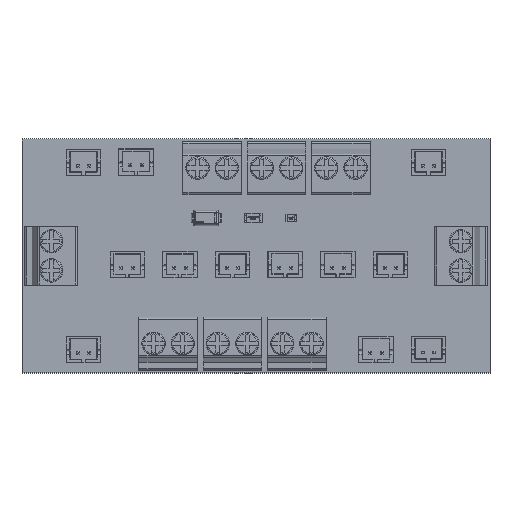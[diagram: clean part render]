
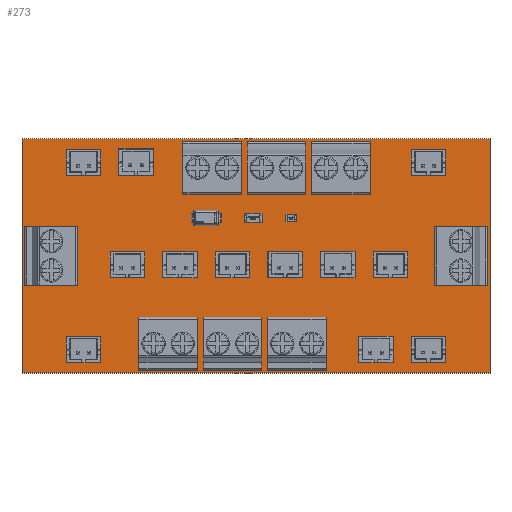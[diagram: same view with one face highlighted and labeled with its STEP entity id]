
A CAD part, top view. The second image highlights one B-rep face of the part: STEP entity #273.
In plain terms, the highlighted planar face has unit normal (0, 0, 1).
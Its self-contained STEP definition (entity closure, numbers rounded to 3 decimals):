
#144 = VERTEX_POINT('',#145);
#145 = CARTESIAN_POINT('',(0.,0.,1.691));
#151 = EDGE_CURVE('',#144,#152,#154,.T.);
#152 = VERTEX_POINT('',#153);
#153 = CARTESIAN_POINT('',(80.,0.,1.691));
#154 = LINE('',#155,#156);
#155 = CARTESIAN_POINT('',(0.,0.,1.691));
#156 = VECTOR('',#157,1.);
#157 = DIRECTION('',(1.,0.,0.));
#182 = EDGE_CURVE('',#152,#183,#185,.T.);
#183 = VERTEX_POINT('',#184);
#184 = CARTESIAN_POINT('',(80.,40.,1.691));
#185 = LINE('',#186,#187);
#186 = CARTESIAN_POINT('',(80.,0.,1.691));
#187 = VECTOR('',#188,1.);
#188 = DIRECTION('',(0.,1.,0.));
#213 = EDGE_CURVE('',#183,#214,#216,.T.);
#214 = VERTEX_POINT('',#215);
#215 = CARTESIAN_POINT('',(0.,40.,1.691));
#216 = LINE('',#217,#218);
#217 = CARTESIAN_POINT('',(80.,40.,1.691));
#218 = VECTOR('',#219,1.);
#219 = DIRECTION('',(-1.,0.,0.));
#244 = EDGE_CURVE('',#214,#144,#245,.T.);
#245 = LINE('',#246,#247);
#246 = CARTESIAN_POINT('',(0.,40.,1.691));
#247 = VECTOR('',#248,1.);
#248 = DIRECTION('',(0.,-1.,0.));
#273 = ADVANCED_FACE('',(#274),#280,.T.);
#274 = FACE_BOUND('',#275,.T.);
#275 = EDGE_LOOP('',(#276,#277,#278,#279));
#276 = ORIENTED_EDGE('',*,*,#151,.T.);
#277 = ORIENTED_EDGE('',*,*,#182,.T.);
#278 = ORIENTED_EDGE('',*,*,#213,.T.);
#279 = ORIENTED_EDGE('',*,*,#244,.T.);
#280 = PLANE('',#281);
#281 = AXIS2_PLACEMENT_3D('',#282,#283,#284);
#282 = CARTESIAN_POINT('',(40.,20.,1.691));
#283 = DIRECTION('',(0.,0.,1.));
#284 = DIRECTION('',(1.,0.,-0.));
